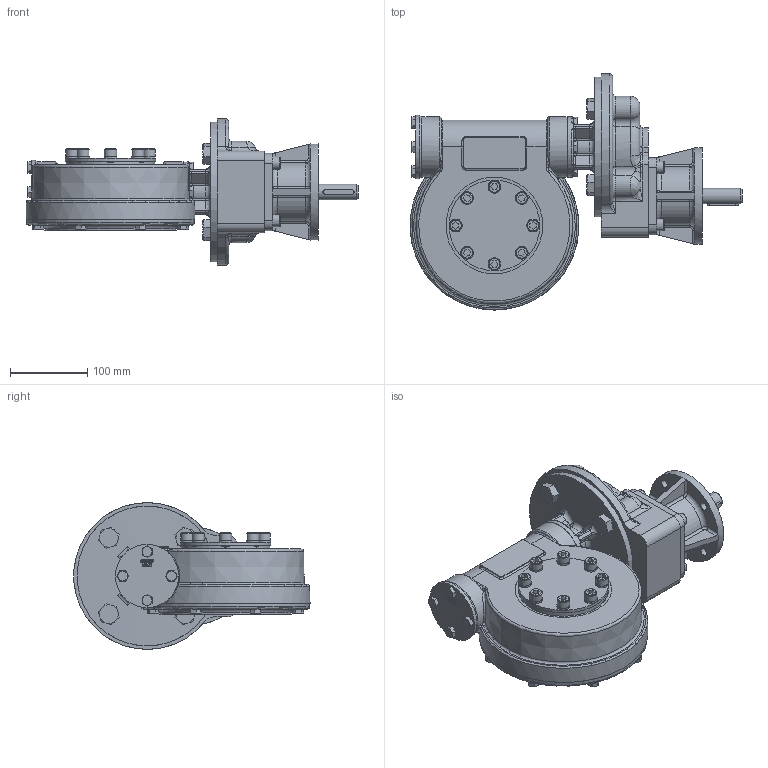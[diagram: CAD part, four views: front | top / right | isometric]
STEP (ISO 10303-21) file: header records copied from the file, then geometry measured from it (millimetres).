
FILE_DESCRIPTION(/* description */ ('Unknown'),/* implementation_level */ '2;1');
FILE_NAME(/* name */ 'PUB-MTW4-IR1S SIMPLIFIED',/* time_stamp */ '2021-04-29T13:38:17+01:00',/* author */ ('Unknown'),/* organization */ ('Unknown'),/* preprocessor_version */ 'ST-DEVELOPER v16.7',/* originating_system */ 'Solid Edge',/* authorisation */ 'Unknown');
FILE_SCHEMA (('AUTOMOTIVE_DESIGN {1 0 10303 214 3 1 1}'));
Products named in the file (1): PUB-MTW4-IR1S SIMPLIFIED
Bounding box: 429.84 x 305.7 x 189.82 mm (x, y, z)
Volume: 3201165.2 mm3; surface area: 777148.7 mm2
Topology: 58 solids, 58 shells, 2954 faces, 7378 edges, 4666 vertices
Faces by surface type: plane 1681, cylinder 430, bspline 346, cone 263, torus 202, sphere 32
Full cylindrical faces by diameter (mm): 6.647 x16, 8 x24, 8.1 x8, 8.376 x12, 8.5 x16, 10 x20, 10.5 x16, 10.7 x8, 11 x8, 13.835 x4, 16 x16, 16.5 x4, 16.6 x8, 20 x4, 20.75 x1, 21 x1, 25 x1, 30 x4, 34 x2, 35 x1, 35.105 x1, 37 x1, 38 x1, 42 x2, 44.5 x1, 44.6 x1, 50 x6, 62 x2, 66 x1, 70 x1
Entity records: 105901 total; most frequent: CARTESIAN_POINT 29498, ORIENTED_EDGE 13456, DIRECTION 10458, EDGE_CURVE 6728, VERTEX_POINT 4512, AXIS2_PLACEMENT_3D 4145, FACE_BOUND 3716, EDGE_LOOP 3698
